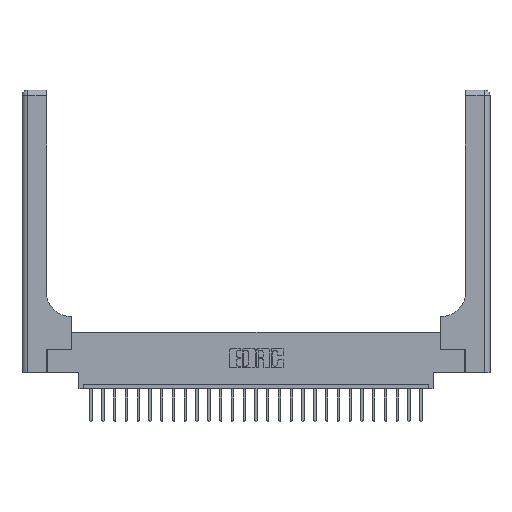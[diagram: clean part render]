
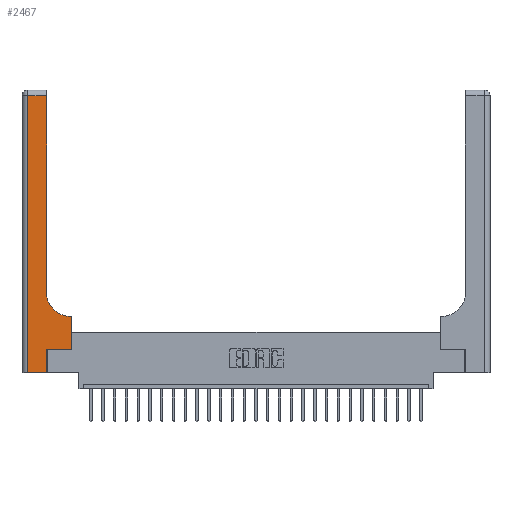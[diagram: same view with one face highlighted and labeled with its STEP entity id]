
A CAD part, top view. The second image highlights one B-rep face of the part: STEP entity #2467.
In plain terms, the highlighted planar face has unit normal (0, 0, 1).
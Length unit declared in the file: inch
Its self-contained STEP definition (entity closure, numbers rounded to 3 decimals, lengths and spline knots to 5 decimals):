
#920 = EDGE_CURVE ( 'NONE', #5147, #12817, #20453, .T. ) ;
#1094 = EDGE_CURVE ( 'NONE', #12479, #20912, #17728, .T. ) ;
#1113 = DIRECTION ( 'NONE',  ( -1., 0., 0. ) ) ;
#1124 = CARTESIAN_POINT ( 'NONE',  ( 0.06, 0., 0.37 ) ) ;
#1329 = DIRECTION ( 'NONE',  ( 0., 0., -1. ) ) ;
#1345 = CARTESIAN_POINT ( 'NONE',  ( 0.26, 0.85, 0.37 ) ) ;
#1398 = CARTESIAN_POINT ( 'NONE',  ( 0.265, 0.25, 0.37 ) ) ;
#1602 = LINE ( 'NONE', #5477, #8589 ) ;
#2467 = ADVANCED_FACE ( 'NONE', ( #6490 ), #18835, .F. ) ;
#3190 = VERTEX_POINT ( 'NONE', #1124 ) ;
#3209 = DIRECTION ( 'NONE',  ( -1., 0., 0. ) ) ;
#3470 = ORIENTED_EDGE ( 'NONE', *, *, #11819, .T. ) ;
#3824 = CARTESIAN_POINT ( 'NONE',  ( 0.06, 3., 0.37 ) ) ;
#5147 = VERTEX_POINT ( 'NONE', #10743 ) ;
#5169 = VERTEX_POINT ( 'NONE', #6832 ) ;
#5317 = CARTESIAN_POINT ( 'NONE',  ( 0.528, 0.6, 0.37 ) ) ;
#5473 = VERTEX_POINT ( 'NONE', #21174 ) ;
#5477 = CARTESIAN_POINT ( 'NONE',  ( 0.26, 3., 0.37 ) ) ;
#5825 = EDGE_CURVE ( 'NONE', #5473, #5169, #16628, .T. ) ;
#6414 = DIRECTION ( 'NONE',  ( 1., 0., 0. ) ) ;
#6490 = FACE_OUTER_BOUND ( 'NONE', #17330, .T. ) ;
#6503 = ORIENTED_EDGE ( 'NONE', *, *, #5825, .T. ) ;
#6832 = CARTESIAN_POINT ( 'NONE',  ( 0.06, 2.94, 0.37 ) ) ;
#7417 = ORIENTED_EDGE ( 'NONE', *, *, #14941, .T. ) ;
#7884 = VECTOR ( 'NONE', #17350, 39.37008 ) ;
#8589 = VECTOR ( 'NONE', #18972, 39.37008 ) ;
#9144 = DIRECTION ( 'NONE',  ( 0., 0., -1. ) ) ;
#9313 = AXIS2_PLACEMENT_3D ( 'NONE', #16913, #1329, #3209 ) ;
#9351 = EDGE_CURVE ( 'NONE', #12817, #5473, #1602, .T. ) ;
#9396 = DIRECTION ( 'NONE',  ( 1., 0., 0. ) ) ;
#9441 = LINE ( 'NONE', #17277, #19698 ) ;
#9921 = ORIENTED_EDGE ( 'NONE', *, *, #1094, .T. ) ;
#10059 = LINE ( 'NONE', #1398, #10382 ) ;
#10240 = VERTEX_POINT ( 'NONE', #23416 ) ;
#10382 = VECTOR ( 'NONE', #18825, 39.37008 ) ;
#10743 = CARTESIAN_POINT ( 'NONE',  ( 0.51, 0.6, 0.37 ) ) ;
#11604 = VERTEX_POINT ( 'NONE', #25050 ) ;
#11629 = EDGE_CURVE ( 'NONE', #5169, #3190, #14815, .T. ) ;
#11819 = EDGE_CURVE ( 'NONE', #11604, #10240, #23881, .T. ) ;
#12247 = DIRECTION ( 'NONE',  ( 0., 1., 0. ) ) ;
#12479 = VERTEX_POINT ( 'NONE', #16542 ) ;
#12684 = VECTOR ( 'NONE', #12247, 39.37008 ) ;
#12817 = VERTEX_POINT ( 'NONE', #1345 ) ;
#13143 = VECTOR ( 'NONE', #6414, 39.37008 ) ;
#13583 = ORIENTED_EDGE ( 'NONE', *, *, #9351, .T. ) ;
#14452 = DIRECTION ( 'NONE',  ( 0., 1., 0. ) ) ;
#14569 = CARTESIAN_POINT ( 'NONE',  ( 0., 2.94, 0.37 ) ) ;
#14815 = LINE ( 'NONE', #3824, #7884 ) ;
#14941 = EDGE_CURVE ( 'NONE', #20912, #5147, #9441, .T. ) ;
#15074 = VECTOR ( 'NONE', #1113, 39.37008 ) ;
#15232 = ORIENTED_EDGE ( 'NONE', *, *, #18123, .T. ) ;
#15796 = ORIENTED_EDGE ( 'NONE', *, *, #11629, .T. ) ;
#15956 = CARTESIAN_POINT ( 'NONE',  ( 0., 0., 0.37 ) ) ;
#16542 = CARTESIAN_POINT ( 'NONE',  ( 0.528, 0.25, 0.37 ) ) ;
#16628 = LINE ( 'NONE', #14569, #15074 ) ;
#16913 = CARTESIAN_POINT ( 'NONE',  ( 0., 3., 0.37 ) ) ;
#17277 = CARTESIAN_POINT ( 'NONE',  ( 0.26, 0.6, 0.37 ) ) ;
#17330 = EDGE_LOOP ( 'NONE', ( #13583, #6503, #15796, #15232, #3470, #23961, #9921, #7417, #22740 ) ) ;
#17350 = DIRECTION ( 'NONE',  ( 0., -1., 0. ) ) ;
#17728 = LINE ( 'NONE', #24084, #22242 ) ;
#17844 = CARTESIAN_POINT ( 'NONE',  ( 0.265, 0., 0.37 ) ) ;
#18035 = LINE ( 'NONE', #15956, #13143 ) ;
#18123 = EDGE_CURVE ( 'NONE', #3190, #11604, #18035, .T. ) ;
#18825 = DIRECTION ( 'NONE',  ( 1., 0., 0. ) ) ;
#18835 = PLANE ( 'NONE',  #9313 ) ;
#18972 = DIRECTION ( 'NONE',  ( 0., 1., 0. ) ) ;
#19698 = VECTOR ( 'NONE', #21147, 39.37008 ) ;
#20290 = AXIS2_PLACEMENT_3D ( 'NONE', #20950, #9144, #9396 ) ;
#20453 = CIRCLE ( 'NONE', #20290, 0.25 ) ;
#20906 = EDGE_CURVE ( 'NONE', #10240, #12479, #10059, .T. ) ;
#20912 = VERTEX_POINT ( 'NONE', #5317 ) ;
#20950 = CARTESIAN_POINT ( 'NONE',  ( 0.51, 0.85, 0.37 ) ) ;
#21147 = DIRECTION ( 'NONE',  ( -1., 0., 0. ) ) ;
#21174 = CARTESIAN_POINT ( 'NONE',  ( 0.26, 2.94, 0.37 ) ) ;
#22242 = VECTOR ( 'NONE', #14452, 39.37008 ) ;
#22740 = ORIENTED_EDGE ( 'NONE', *, *, #920, .T. ) ;
#23416 = CARTESIAN_POINT ( 'NONE',  ( 0.265, 0.25, 0.37 ) ) ;
#23881 = LINE ( 'NONE', #17844, #12684 ) ;
#23961 = ORIENTED_EDGE ( 'NONE', *, *, #20906, .T. ) ;
#24084 = CARTESIAN_POINT ( 'NONE',  ( 0.528, 0.25, 0.37 ) ) ;
#25050 = CARTESIAN_POINT ( 'NONE',  ( 0.265, 0., 0.37 ) ) ;
